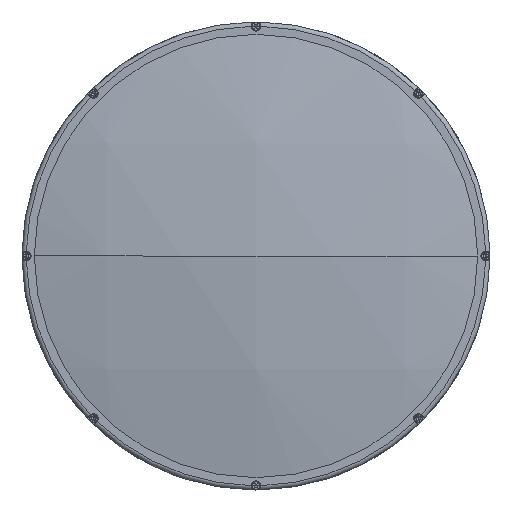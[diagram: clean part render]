
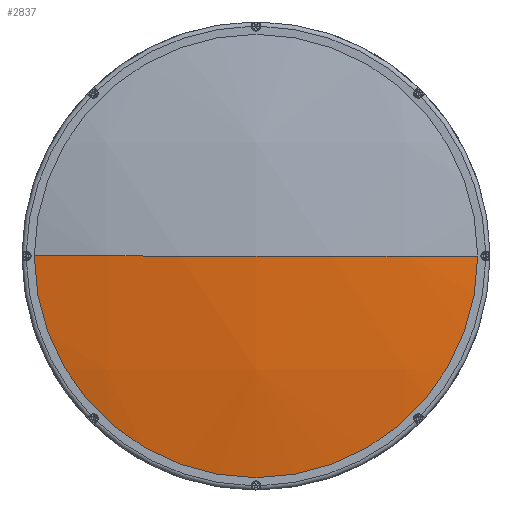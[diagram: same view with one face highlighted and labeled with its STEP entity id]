
A CAD part, left-side view. The second image highlights one B-rep face of the part: STEP entity #2837.
In plain terms, the highlighted spherical face has radius 786 mm.
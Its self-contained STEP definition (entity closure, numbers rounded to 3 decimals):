
#627 = DIRECTION ( 'NONE',  ( -1., 0., 0. ) ) ;
#763 = AXIS2_PLACEMENT_3D ( 'NONE', #6413, #9935, #8899 ) ;
#906 = DIRECTION ( 'NONE',  ( 0., 1., 0. ) ) ;
#1012 = DIRECTION ( 'NONE',  ( 0., 0., 1. ) ) ;
#1872 = ORIENTED_EDGE ( 'NONE', *, *, #4966, .T. ) ;
#1899 = CARTESIAN_POINT ( 'NONE',  ( 66.968, 0., 0. ) ) ;
#2418 = AXIS2_PLACEMENT_3D ( 'NONE', #5899, #627, #3353 ) ;
#2837 = ADVANCED_FACE ( 'NONE', ( #10630 ), #4424, .T. ) ;
#3144 = CIRCLE ( 'NONE', #2418, 154.5 ) ;
#3353 = DIRECTION ( 'NONE',  ( 0., 0., 1. ) ) ;
#3375 = AXIS2_PLACEMENT_3D ( 'NONE', #1899, #3655, #906 ) ;
#3655 = DIRECTION ( 'NONE',  ( 0., 0., -1. ) ) ;
#4322 = AXIS2_PLACEMENT_3D ( 'NONE', #5303, #1012, #4589 ) ;
#4424 = SPHERICAL_SURFACE ( 'NONE', #3375, 786. ) ;
#4589 = DIRECTION ( 'NONE',  ( 0., -1., 0. ) ) ;
#4951 = EDGE_CURVE ( 'NONE', #10906, #10248, #9330, .T. ) ;
#4966 = EDGE_CURVE ( 'NONE', #10455, #10248, #5827, .T. ) ;
#5105 = CARTESIAN_POINT ( 'NONE',  ( -703.698, -154.5, 0. ) ) ;
#5303 = CARTESIAN_POINT ( 'NONE',  ( 66.968, 0., 0. ) ) ;
#5827 = CIRCLE ( 'NONE', #763, 786. ) ;
#5899 = CARTESIAN_POINT ( 'NONE',  ( -703.698, 0., 0. ) ) ;
#6061 = EDGE_CURVE ( 'NONE', #10906, #10455, #3144, .T. ) ;
#6413 = CARTESIAN_POINT ( 'NONE',  ( 66.968, 0., 0. ) ) ;
#7474 = ORIENTED_EDGE ( 'NONE', *, *, #6061, .T. ) ;
#7493 = ORIENTED_EDGE ( 'NONE', *, *, #4951, .F. ) ;
#7768 = CARTESIAN_POINT ( 'NONE',  ( -703.698, 154.5, 0. ) ) ;
#8899 = DIRECTION ( 'NONE',  ( 0., 1., 0. ) ) ;
#8964 = EDGE_LOOP ( 'NONE', ( #7474, #1872, #7493 ) ) ;
#9330 = CIRCLE ( 'NONE', #4322, 786. ) ;
#9935 = DIRECTION ( 'NONE',  ( 0., 0., -1. ) ) ;
#10248 = VERTEX_POINT ( 'NONE', #10880 ) ;
#10455 = VERTEX_POINT ( 'NONE', #5105 ) ;
#10630 = FACE_OUTER_BOUND ( 'NONE', #8964, .T. ) ;
#10880 = CARTESIAN_POINT ( 'NONE',  ( -719.032, 0., 0. ) ) ;
#10906 = VERTEX_POINT ( 'NONE', #7768 ) ;
